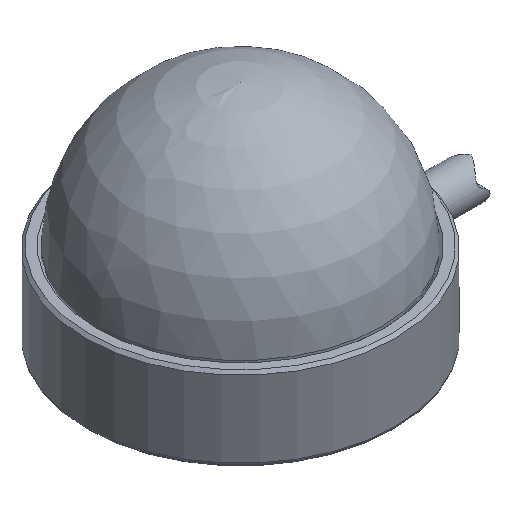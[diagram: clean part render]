
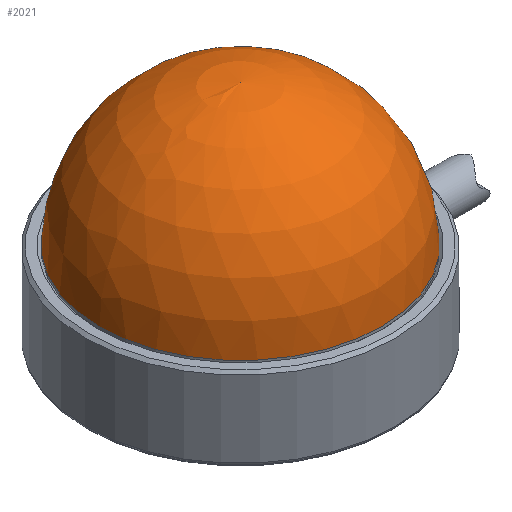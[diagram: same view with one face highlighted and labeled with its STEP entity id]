
A CAD part, isometric view. The second image highlights one B-rep face of the part: STEP entity #2021.
In plain terms, the highlighted spherical face has radius 10 mm.
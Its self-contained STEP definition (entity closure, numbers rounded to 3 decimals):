
#15=SPHERICAL_SURFACE('',#2295,10.);
#233=CIRCLE('',#2294,10.);
#414=FACE_OUTER_BOUND('',#557,.T.);
#557=EDGE_LOOP('',(#1853));
#1023=VERTEX_POINT('',#3924);
#1306=EDGE_CURVE('',#1023,#1023,#233,.T.);
#1853=ORIENTED_EDGE('',*,*,#1306,.T.);
#2021=ADVANCED_FACE('',(#414),#15,.T.);
#2294=AXIS2_PLACEMENT_3D('',#3925,#2905,#2906);
#2295=AXIS2_PLACEMENT_3D('',#3926,#2907,#2908);
#2905=DIRECTION('center_axis',(-1.,0.,0.));
#2906=DIRECTION('ref_axis',(0.,1.,0.));
#2907=DIRECTION('center_axis',(-1.,0.,0.));
#2908=DIRECTION('ref_axis',(0.,0.,
-1.));
#3924=CARTESIAN_POINT('',(-4.,-10.,-7.049));
#3925=CARTESIAN_POINT('Origin',(-4.,0.,-7.049));
#3926=CARTESIAN_POINT('Origin',(-4.,0.,-7.049));
